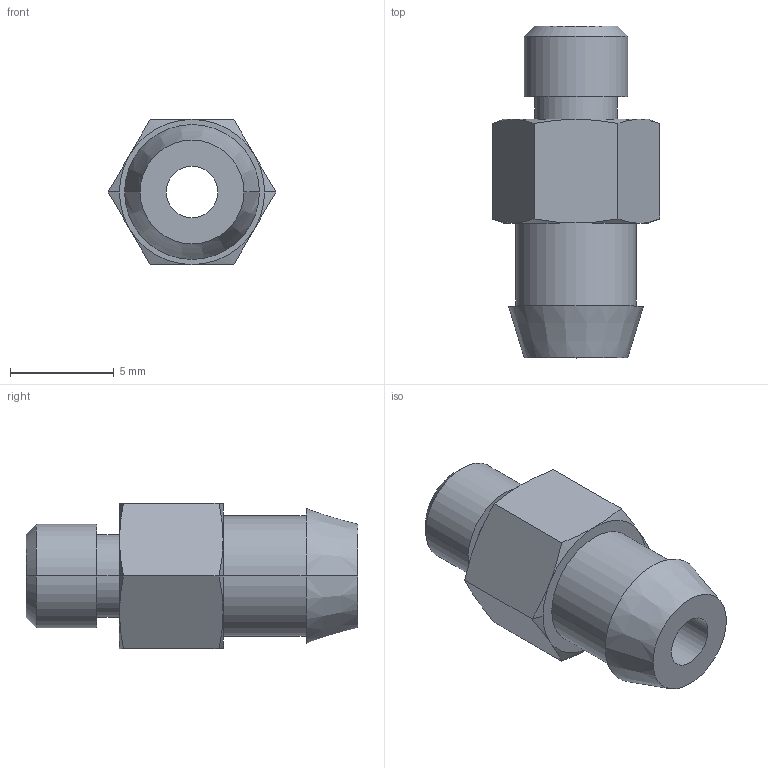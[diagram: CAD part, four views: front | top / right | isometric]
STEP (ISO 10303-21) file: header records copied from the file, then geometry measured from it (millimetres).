
FILE_DESCRIPTION(('STEP AP214'),'1');
FILE_NAME('COVAL_IM21.stp','2017-12-28T08:28:11',('TraceParts'),('TraceParts S.A.'),'Spatial InterOp 3D',' ',' ');
FILE_SCHEMA(('automotive_design'));
Length unit declared in the file: millimetre
Products named in the file (1): COVAL_IM21
Bounding box: 8.08 x 16 x 7 mm (x, y, z)
Volume: 382.9 mm3; surface area: 515.6 mm2
Topology: 1 solids, 1 shells, 40 faces, 84 edges, 50 vertices
Faces by surface type: cone 20, plane 12, cylinder 8
Entity records: 1434 total; most frequent: CARTESIAN_POINT 255, DIRECTION 180, ORIENTED_EDGE 168, EDGE_CURVE 84, AXIS2_PLACEMENT_3D 79, VERTEX_POINT 50, EDGE_LOOP 46, STYLED_ITEM 40
